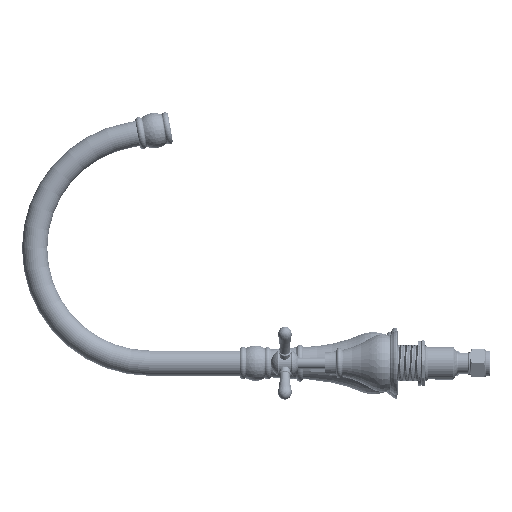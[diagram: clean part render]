
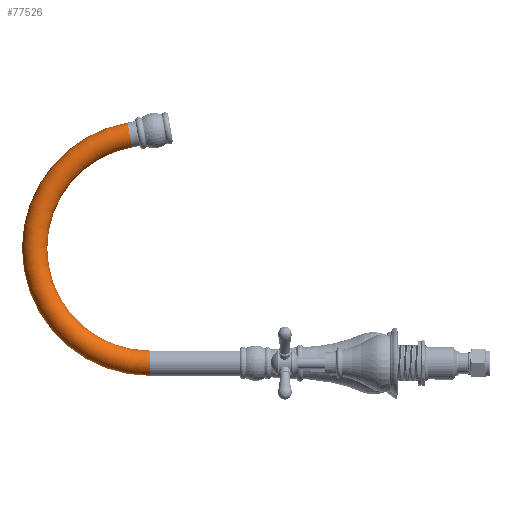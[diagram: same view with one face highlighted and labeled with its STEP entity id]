
A CAD part, left-side view. The second image highlights one B-rep face of the part: STEP entity #77526.
In plain terms, the highlighted toroidal (fillet/blend) face has major radius 100 mm and minor radius 11 mm.
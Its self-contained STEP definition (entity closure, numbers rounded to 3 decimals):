
#137 = ORIENTED_EDGE ( 'NONE', *, *, #75280, .T. ) ;
#1548 = EDGE_CURVE ( 'NONE', #38426, #32333, #131910, .T. ) ;
#3814 = EDGE_CURVE ( 'NONE', #32333, #117435, #96699, .T. ) ;
#6933 = FACE_OUTER_BOUND ( 'NONE', #53876, .T. ) ;
#7535 = DIRECTION ( 'NONE',  ( 0.174, -0.985, 0. ) ) ;
#10225 = EDGE_CURVE ( 'NONE', #38426, #23291, #34276, .T. ) ;
#10321 = ORIENTED_EDGE ( 'NONE', *, *, #10225, .F. ) ;
#14887 = DIRECTION ( 'NONE',  ( 0., 0., 1. ) ) ;
#15001 = CARTESIAN_POINT ( 'NONE',  ( 100., 80., 0. ) ) ;
#16756 = TOROIDAL_SURFACE ( 'NONE', #98703, 100., 11. ) ;
#17734 = EDGE_CURVE ( 'NONE', #23291, #38327, #133756, .T. ) ;
#23291 = VERTEX_POINT ( 'NONE', #32208 ) ;
#24751 = DIRECTION ( 'NONE',  ( -1., 0., 0. ) ) ;
#28592 = DIRECTION ( 'NONE',  ( 0., 0., 1. ) ) ;
#30579 = CIRCLE ( 'NONE', #121902, 89. ) ;
#32208 = CARTESIAN_POINT ( 'NONE',  ( 209.314, 99.275, 0. ) ) ;
#32333 = VERTEX_POINT ( 'NONE', #56349 ) ;
#34276 = CIRCLE ( 'NONE', #88122, 111. ) ;
#38104 = CARTESIAN_POINT ( 'NONE',  ( 0., 80., 0. ) ) ;
#38327 = VERTEX_POINT ( 'NONE', #60975 ) ;
#38426 = VERTEX_POINT ( 'NONE', #137912 ) ;
#40638 = CARTESIAN_POINT ( 'NONE',  ( 100., 80., 0. ) ) ;
#47261 = DIRECTION ( 'NONE',  ( 0., 0., -1. ) ) ;
#53876 = EDGE_LOOP ( 'NONE', ( #10321, #144063, #105618, #137, #58267 ) ) ;
#56349 = CARTESIAN_POINT ( 'NONE',  ( 0., 80., 11. ) ) ;
#58267 = ORIENTED_EDGE ( 'NONE', *, *, #17734, .F. ) ;
#60975 = CARTESIAN_POINT ( 'NONE',  ( 187.648, 95.455, 0. ) ) ;
#61939 = DIRECTION ( 'NONE',  ( -1., 0., 0. ) ) ;
#62543 = DIRECTION ( 'NONE',  ( 0., 0., 1. ) ) ;
#65845 = CARTESIAN_POINT ( 'NONE',  ( 100., 80., 0. ) ) ;
#70585 = AXIS2_PLACEMENT_3D ( 'NONE', #117512, #7535, #62543 ) ;
#72934 = DIRECTION ( 'NONE',  ( 0., 0., -1. ) ) ;
#75280 = EDGE_CURVE ( 'NONE', #117435, #38327, #30579, .T. ) ;
#77526 = ADVANCED_FACE ( 'NONE', ( #6933 ), #16756, .T. ) ;
#80358 = AXIS2_PLACEMENT_3D ( 'NONE', #38104, #128993, #28592 ) ;
#82327 = DIRECTION ( 'NONE',  ( 0., 1., 0. ) ) ;
#88122 = AXIS2_PLACEMENT_3D ( 'NONE', #65845, #136129, #24751 ) ;
#96699 = CIRCLE ( 'NONE', #124814, 11. ) ;
#98703 = AXIS2_PLACEMENT_3D ( 'NONE', #40638, #72934, #61939 ) ;
#105618 = ORIENTED_EDGE ( 'NONE', *, *, #3814, .T. ) ;
#113984 = DIRECTION ( 'NONE',  ( -1., 0., 0. ) ) ;
#115299 = CARTESIAN_POINT ( 'NONE',  ( 0., 80., 0. ) ) ;
#117435 = VERTEX_POINT ( 'NONE', #140014 ) ;
#117512 = CARTESIAN_POINT ( 'NONE',  ( 198.481, 97.365, 0. ) ) ;
#121902 = AXIS2_PLACEMENT_3D ( 'NONE', #15001, #47261, #113984 ) ;
#124814 = AXIS2_PLACEMENT_3D ( 'NONE', #115299, #82327, #14887 ) ;
#128993 = DIRECTION ( 'NONE',  ( 0., 1., 0. ) ) ;
#131910 = CIRCLE ( 'NONE', #80358, 11. ) ;
#133756 = CIRCLE ( 'NONE', #70585, 11. ) ;
#136129 = DIRECTION ( 'NONE',  ( 0., 0., -1. ) ) ;
#137912 = CARTESIAN_POINT ( 'NONE',  ( -11., 80., 0. ) ) ;
#140014 = CARTESIAN_POINT ( 'NONE',  ( 11., 80., 0. ) ) ;
#144063 = ORIENTED_EDGE ( 'NONE', *, *, #1548, .T. ) ;
